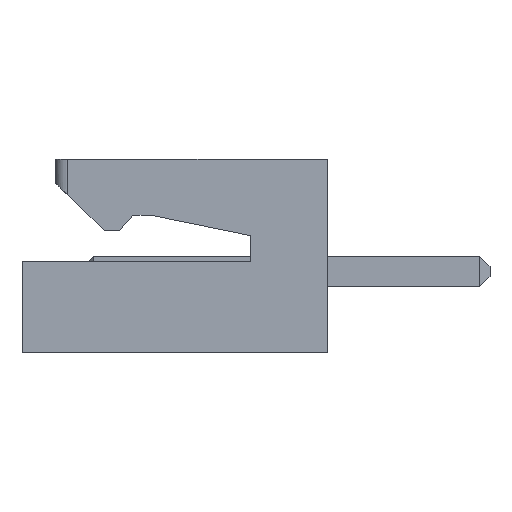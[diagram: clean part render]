
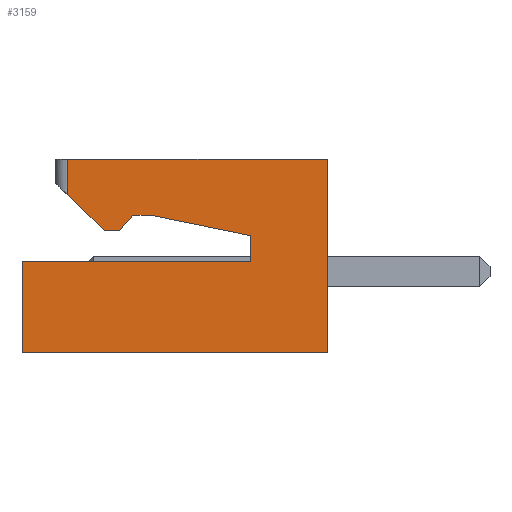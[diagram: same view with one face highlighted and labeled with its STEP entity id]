
A CAD part, left-side view. The second image highlights one B-rep face of the part: STEP entity #3159.
In plain terms, the highlighted planar face has unit normal (-1, 0, 0).
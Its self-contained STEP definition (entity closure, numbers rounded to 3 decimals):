
#19 = VERTEX_POINT ( 'NONE', #2435 ) ;
#265 = CARTESIAN_POINT ( 'NONE',  ( -2.5, 6., 0.2 ) ) ;
#440 = CARTESIAN_POINT ( 'NONE',  ( -2.5, 3.821, 1.1 ) ) ;
#472 = EDGE_CURVE ( 'NONE', #2404, #5241, #1769, .T. ) ;
#479 = PLANE ( 'NONE',  #1935 ) ;
#522 = DIRECTION ( 'NONE',  ( 0., 0., 1. ) ) ;
#526 = CARTESIAN_POINT ( 'NONE',  ( -2.5, 5.1, 2.2 ) ) ;
#699 = ORIENTED_EDGE ( 'NONE', *, *, #7389, .T. ) ;
#765 = CARTESIAN_POINT ( 'NONE',  ( -2.5, 6., -1.6 ) ) ;
#986 = EDGE_CURVE ( 'NONE', #8786, #3582, #4445, .T. ) ;
#1131 = CARTESIAN_POINT ( 'NONE',  ( -2.5, 6., -1.6 ) ) ;
#1141 = EDGE_CURVE ( 'NONE', #19, #1316, #3266, .T. ) ;
#1274 = EDGE_CURVE ( 'NONE', #1316, #2092, #3705, .T. ) ;
#1316 = VERTEX_POINT ( 'NONE', #9247 ) ;
#1576 = DIRECTION ( 'NONE',  ( 0., 0., -1. ) ) ;
#1743 = DIRECTION ( 'NONE',  ( 0., 0., 1. ) ) ;
#1769 = LINE ( 'NONE', #3946, #9283 ) ;
#1902 = DIRECTION ( 'NONE',  ( 0., -1., 0. ) ) ;
#1935 = AXIS2_PLACEMENT_3D ( 'NONE', #7536, #4573, #1576 ) ;
#2092 = VERTEX_POINT ( 'NONE', #2642 ) ;
#2127 = VECTOR ( 'NONE', #1743, 1000. ) ;
#2372 = CARTESIAN_POINT ( 'NONE',  ( -2.5, 5.1, 1.5 ) ) ;
#2404 = VERTEX_POINT ( 'NONE', #765 ) ;
#2435 = CARTESIAN_POINT ( 'NONE',  ( -2.5, 3.46, 1.1 ) ) ;
#2642 = CARTESIAN_POINT ( 'NONE',  ( -2.5, 4.086, 0.8 ) ) ;
#2738 = VECTOR ( 'NONE', #1902, 1000. ) ;
#2749 = VECTOR ( 'NONE', #6279, 1000. ) ;
#2770 = VERTEX_POINT ( 'NONE', #265 ) ;
#3044 = DIRECTION ( 'NONE',  ( 0., 0.98, 0.2 ) ) ;
#3061 = CARTESIAN_POINT ( 'NONE',  ( -2.5, 0., -1.6 ) ) ;
#3082 = CARTESIAN_POINT ( 'NONE',  ( -2.5, 0., 2.2 ) ) ;
#3159 = ADVANCED_FACE ( 'NONE', ( #7153 ), #479, .F. ) ;
#3184 = CARTESIAN_POINT ( 'NONE',  ( -2.5, 4.086, 0.8 ) ) ;
#3266 = LINE ( 'NONE', #440, #2749 ) ;
#3530 = ORIENTED_EDGE ( 'NONE', *, *, #1141, .F. ) ;
#3542 = VECTOR ( 'NONE', #5171, 1000. ) ;
#3582 = VERTEX_POINT ( 'NONE', #3082 ) ;
#3644 = LINE ( 'NONE', #6636, #3542 ) ;
#3705 = LINE ( 'NONE', #3184, #7966 ) ;
#3946 = CARTESIAN_POINT ( 'NONE',  ( -2.5, 6., -1.6 ) ) ;
#3984 = ORIENTED_EDGE ( 'NONE', *, *, #4790, .F. ) ;
#4188 = EDGE_CURVE ( 'NONE', #2770, #9222, #8651, .T. ) ;
#4337 = ORIENTED_EDGE ( 'NONE', *, *, #6998, .F. ) ;
#4436 = CARTESIAN_POINT ( 'NONE',  ( -2.5, 1.5, 0.7 ) ) ;
#4445 = LINE ( 'NONE', #7446, #7824 ) ;
#4539 = LINE ( 'NONE', #4436, #7387 ) ;
#4573 = DIRECTION ( 'NONE',  ( 1., 0., 0. ) ) ;
#4740 = VECTOR ( 'NONE', #7700, 1000. ) ;
#4790 = EDGE_CURVE ( 'NONE', #2092, #5339, #3644, .T. ) ;
#4849 = LINE ( 'NONE', #1131, #2127 ) ;
#4934 = CARTESIAN_POINT ( 'NONE',  ( -2.5, 1.5, 0.2 ) ) ;
#4958 = CARTESIAN_POINT ( 'NONE',  ( -2.5, 1.5, 0.7 ) ) ;
#5009 = EDGE_LOOP ( 'NONE', ( #6964, #7338, #4337, #3984, #8689, #3530, #5591, #6526, #9596, #9171, #8085, #699 ) ) ;
#5158 = VERTEX_POINT ( 'NONE', #4958 ) ;
#5171 = DIRECTION ( 'NONE',  ( 0., 1., 0. ) ) ;
#5241 = VERTEX_POINT ( 'NONE', #3061 ) ;
#5306 = VERTEX_POINT ( 'NONE', #9644 ) ;
#5339 = VERTEX_POINT ( 'NONE', #7758 ) ;
#5591 = ORIENTED_EDGE ( 'NONE', *, *, #6291, .F. ) ;
#5711 = EDGE_CURVE ( 'NONE', #9222, #5158, #7111, .T. ) ;
#5857 = LINE ( 'NONE', #526, #7801 ) ;
#5955 = CARTESIAN_POINT ( 'NONE',  ( -2.5, 1.5, 0.2 ) ) ;
#6279 = DIRECTION ( 'NONE',  ( 0., 1., 0. ) ) ;
#6291 = EDGE_CURVE ( 'NONE', #5158, #19, #4539, .T. ) ;
#6526 = ORIENTED_EDGE ( 'NONE', *, *, #5711, .F. ) ;
#6603 = DIRECTION ( 'NONE',  ( 0., 0., 1. ) ) ;
#6636 = CARTESIAN_POINT ( 'NONE',  ( -2.5, 4.386, 0.8 ) ) ;
#6682 = CARTESIAN_POINT ( 'NONE',  ( -2.5, 0., -1.6 ) ) ;
#6718 = DIRECTION ( 'NONE',  ( 0., -1., 0. ) ) ;
#6964 = ORIENTED_EDGE ( 'NONE', *, *, #986, .F. ) ;
#6998 = EDGE_CURVE ( 'NONE', #5339, #5306, #8384, .T. ) ;
#7111 = LINE ( 'NONE', #4934, #7806 ) ;
#7153 = FACE_OUTER_BOUND ( 'NONE', #5009, .T. ) ;
#7332 = VECTOR ( 'NONE', #9654, 1000. ) ;
#7338 = ORIENTED_EDGE ( 'NONE', *, *, #9499, .F. ) ;
#7387 = VECTOR ( 'NONE', #3044, 1000. ) ;
#7389 = EDGE_CURVE ( 'NONE', #5241, #3582, #9339, .T. ) ;
#7446 = CARTESIAN_POINT ( 'NONE',  ( -2.5, 6., 2.2 ) ) ;
#7536 = CARTESIAN_POINT ( 'NONE',  ( -2.5, 6., -1.6 ) ) ;
#7700 = DIRECTION ( 'NONE',  ( 0., 0.714, 0.7 ) ) ;
#7735 = DIRECTION ( 'NONE',  ( 0., 0.661, -0.75 ) ) ;
#7758 = CARTESIAN_POINT ( 'NONE',  ( -2.5, 4.386, 0.8 ) ) ;
#7801 = VECTOR ( 'NONE', #6603, 1000. ) ;
#7806 = VECTOR ( 'NONE', #522, 1000. ) ;
#7824 = VECTOR ( 'NONE', #6718, 1000. ) ;
#7966 = VECTOR ( 'NONE', #7735, 1000. ) ;
#8085 = ORIENTED_EDGE ( 'NONE', *, *, #472, .T. ) ;
#8384 = LINE ( 'NONE', #2372, #4740 ) ;
#8651 = LINE ( 'NONE', #8690, #2738 ) ;
#8689 = ORIENTED_EDGE ( 'NONE', *, *, #1274, .F. ) ;
#8690 = CARTESIAN_POINT ( 'NONE',  ( -2.5, 6., 0.2 ) ) ;
#8786 = VERTEX_POINT ( 'NONE', #9303 ) ;
#8812 = EDGE_CURVE ( 'NONE', #2404, #2770, #4849, .T. ) ;
#9171 = ORIENTED_EDGE ( 'NONE', *, *, #8812, .F. ) ;
#9222 = VERTEX_POINT ( 'NONE', #5955 ) ;
#9244 = DIRECTION ( 'NONE',  ( 0., -1., 0. ) ) ;
#9247 = CARTESIAN_POINT ( 'NONE',  ( -2.5, 3.821, 1.1 ) ) ;
#9283 = VECTOR ( 'NONE', #9244, 1000. ) ;
#9303 = CARTESIAN_POINT ( 'NONE',  ( -2.5, 5.1, 2.2 ) ) ;
#9339 = LINE ( 'NONE', #6682, #7332 ) ;
#9499 = EDGE_CURVE ( 'NONE', #5306, #8786, #5857, .T. ) ;
#9596 = ORIENTED_EDGE ( 'NONE', *, *, #4188, .F. ) ;
#9644 = CARTESIAN_POINT ( 'NONE',  ( -2.5, 5.1, 1.5 ) ) ;
#9654 = DIRECTION ( 'NONE',  ( 0., 0., 1. ) ) ;
